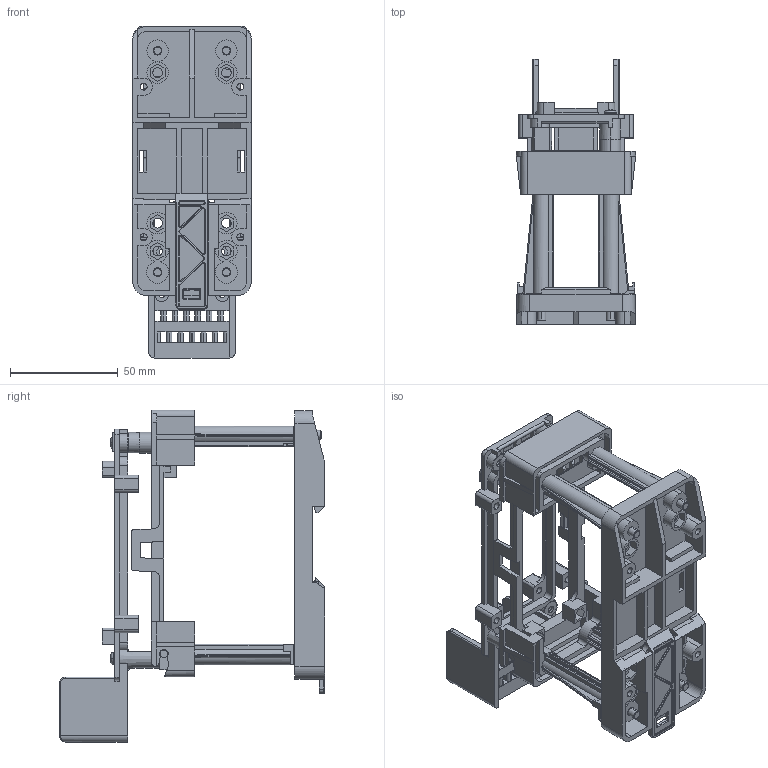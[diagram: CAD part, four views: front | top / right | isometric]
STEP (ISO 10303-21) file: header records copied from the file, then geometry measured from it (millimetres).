
FILE_DESCRIPTION((''),'2;1');
FILE_NAME('CC16B-1','2017-09-26T',('tl.yang'),(''),'PRO/ENGINEER BY PARAMETRIC TECHNOLOGY CORPORATION, 2011500','PRO/ENGINEER BY PARAMETRIC TECHNOLOGY CORPORATION, 2011500','');
FILE_SCHEMA(('CONFIG_CONTROL_DESIGN'));
Products named in the file (1): CC16B-1
Bounding box: 55.4 x 123.3 x 154.4 mm (x, y, z)
Volume: 96863.3 mm3; surface area: 92539.9 mm2
Topology: 1 solids, 6 shells, 2235 faces, 6223 edges, 4058 vertices
Faces by surface type: plane 1593, cylinder 514, torus 65, cone 33, bspline 26, sphere 4
Entity records: 77418 total; most frequent: CARTESIAN_POINT 19284, ORIENTED_EDGE 12438, DIRECTION 11557, EDGE_CURVE 6219, VECTOR 4893, LINE 4893, VERTEX_POINT 4058, AXIS2_PLACEMENT_3D 3332
